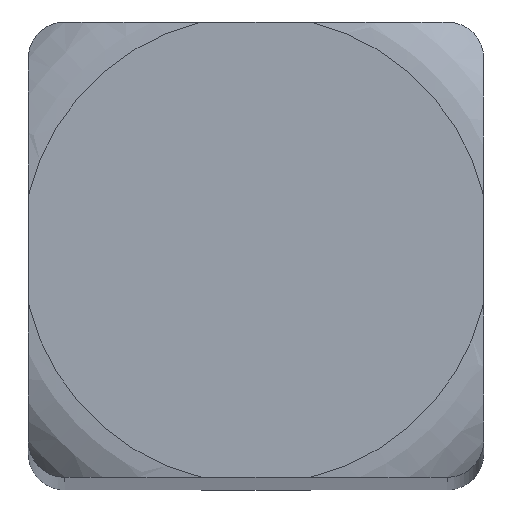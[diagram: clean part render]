
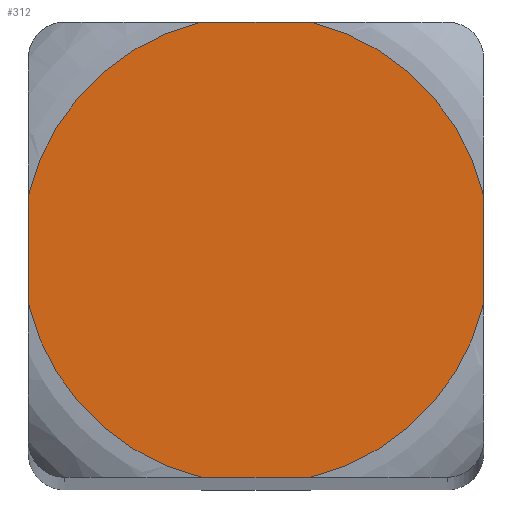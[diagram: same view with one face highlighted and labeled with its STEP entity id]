
A CAD part, top view. The second image highlights one B-rep face of the part: STEP entity #312.
In plain terms, the highlighted planar face has unit normal (0, 0, 1).
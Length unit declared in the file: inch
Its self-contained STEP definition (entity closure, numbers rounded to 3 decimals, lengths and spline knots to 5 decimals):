
#31=CIRCLE('',#355,0.06425);
#32=CIRCLE('',#356,0.06425);
#33=CIRCLE('',#357,0.06425);
#34=CIRCLE('',#358,0.06425);
#38=FACE_OUTER_BOUND('',#56,.T.);
#56=EDGE_LOOP('',(#227,#228,#229,#230,#231,#232,#233,#234));
#95=LINE('',#447,#111);
#103=LINE('',#542,#119);
#104=LINE('',#547,#120);
#105=LINE('',#551,#121);
#111=VECTOR('',#377,0.02975);
#119=VECTOR('',#399,0.02975);
#120=VECTOR('',#404,0.02975);
#121=VECTOR('',#407,0.02975);
#127=VERTEX_POINT('',#445);
#128=VERTEX_POINT('',#446);
#143=VERTEX_POINT('',#540);
#144=VERTEX_POINT('',#541);
#145=VERTEX_POINT('',#544);
#146=VERTEX_POINT('',#546);
#147=VERTEX_POINT('',#548);
#148=VERTEX_POINT('',#550);
#159=EDGE_CURVE('',#127,#128,#95,.T.);
#177=EDGE_CURVE('',#143,#144,#103,.T.);
#178=EDGE_CURVE('',#144,#127,#31,.T.);
#179=EDGE_CURVE('',#128,#145,#32,.T.);
#180=EDGE_CURVE('',#145,#146,#104,.T.);
#181=EDGE_CURVE('',#146,#147,#33,.T.);
#182=EDGE_CURVE('',#147,#148,#105,.T.);
#183=EDGE_CURVE('',#148,#143,#34,.T.);
#227=ORIENTED_EDGE('',*,*,#177,.T.);
#228=ORIENTED_EDGE('',*,*,#178,.T.);
#229=ORIENTED_EDGE('',*,*,#159,.T.);
#230=ORIENTED_EDGE('',*,*,#179,.T.);
#231=ORIENTED_EDGE('',*,*,#180,.T.);
#232=ORIENTED_EDGE('',*,*,#181,.T.);
#233=ORIENTED_EDGE('',*,*,#182,.T.);
#234=ORIENTED_EDGE('',*,*,#183,.T.);
#305=PLANE('',#354);
#312=ADVANCED_FACE('',(#38),#305,.F.);
#354=AXIS2_PLACEMENT_3D('',#539,#397,#398);
#355=AXIS2_PLACEMENT_3D('',#543,#400,#401);
#356=AXIS2_PLACEMENT_3D('',#545,#402,#403);
#357=AXIS2_PLACEMENT_3D('',#549,#405,#406);
#358=AXIS2_PLACEMENT_3D('',#552,#408,#409);
#377=DIRECTION('',(1.,0.,0.));
#397=DIRECTION('center_axis',(0.,0.,-1.));
#398=DIRECTION('ref_axis',(-1.,0.,0.));
#399=DIRECTION('',(0.,-1.,0.));
#400=DIRECTION('center_axis',(0.,0.,1.));
#401=DIRECTION('ref_axis',(1.,0.,0.));
#402=DIRECTION('center_axis',(0.,0.,1.));
#403=DIRECTION('ref_axis',(1.,0.,0.));
#404=DIRECTION('',(0.,1.,0.));
#405=DIRECTION('center_axis',(0.,0.,1.));
#406=DIRECTION('ref_axis',(1.,0.,0.));
#407=DIRECTION('',(-1.,0.,0.));
#408=DIRECTION('center_axis',(0.,0.,1.));
#409=DIRECTION('ref_axis',(1.,0.,0.));
#445=CARTESIAN_POINT('',(-0.01488,-0.0625,1.));
#446=CARTESIAN_POINT('',(0.01488,-0.0625,1.));
#447=CARTESIAN_POINT('',(-0.01488,-0.0625,1.));
#539=CARTESIAN_POINT('Origin',(-0.0625,0.0625,1.));
#540=CARTESIAN_POINT('',(-0.0625,0.01488,1.));
#541=CARTESIAN_POINT('',(-0.0625,-0.01488,1.));
#542=CARTESIAN_POINT('',(-0.0625,0.01488,1.));
#543=CARTESIAN_POINT('Origin',(0.,0.,1.));
#544=CARTESIAN_POINT('',(0.0625,-0.01488,1.));
#545=CARTESIAN_POINT('Origin',(0.,0.,1.));
#546=CARTESIAN_POINT('',(0.0625,0.01488,1.));
#547=CARTESIAN_POINT('',(0.0625,-0.01488,1.));
#548=CARTESIAN_POINT('',(0.01488,0.0625,1.));
#549=CARTESIAN_POINT('Origin',(0.,0.,1.));
#550=CARTESIAN_POINT('',(-0.01488,0.0625,1.));
#551=CARTESIAN_POINT('',(0.01488,0.0625,1.));
#552=CARTESIAN_POINT('Origin',(0.,0.,1.));
